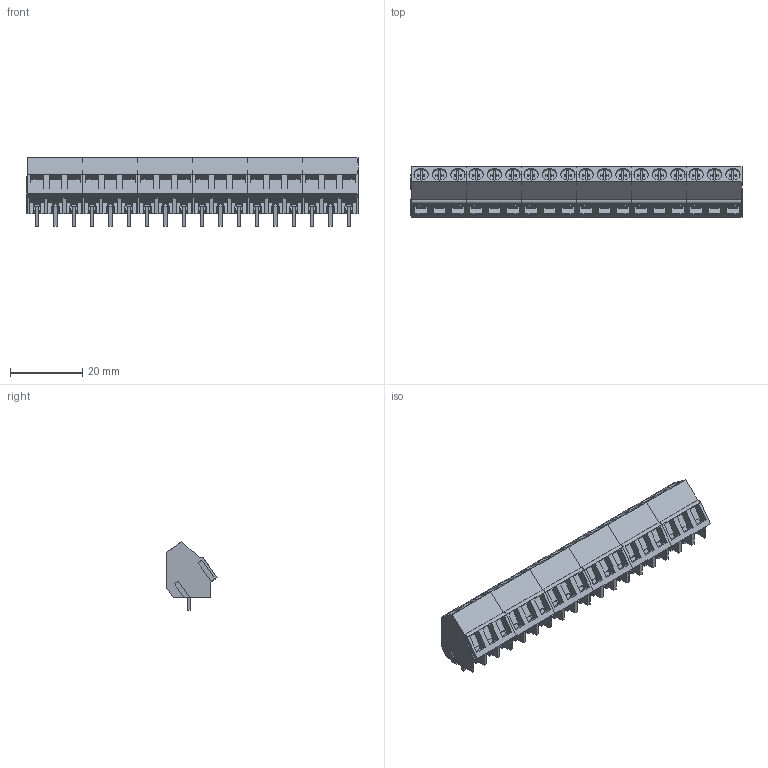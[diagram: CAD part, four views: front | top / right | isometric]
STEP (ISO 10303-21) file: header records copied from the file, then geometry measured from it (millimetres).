
FILE_DESCRIPTION(('CATIA V5 STEP Exchange','CAx-IF Rec.Pracs.--- Model Styling and Organization---1.2---2011-12-15'),'2;1');
FILE_NAME ('D1465167_0_9994690000_9994690000.stp','2018-03-31T05:11:58+00:00',('none'),('Weidmueller'),'CATIA Version 5-6 Release 2014','CATIA V5 STEP AP214','none');
FILE_SCHEMA(('AUTOMOTIVE_DESIGN { 1 0 10303 214 1 1 1 1 }'));
Length unit declared in the file: millimetre
Products named in the file (1): 9994690000
Bounding box: 91.99 x 13.9 x 19 mm (x, y, z)
Volume: 10596.7 mm3; surface area: 11945.4 mm2
Topology: 42 solids, 42 shells, 1458 faces, 4068 edges, 2712 vertices
Faces by surface type: plane 1344, cylinder 114
Entity records: 43801 total; most frequent: ORIENTED_EDGE 8136, CARTESIAN_POINT 7840, DIRECTION 6168, EDGE_CURVE 4068, VECTOR 3768, LINE 3768, VERTEX_POINT 2712, EDGE_LOOP 1512
